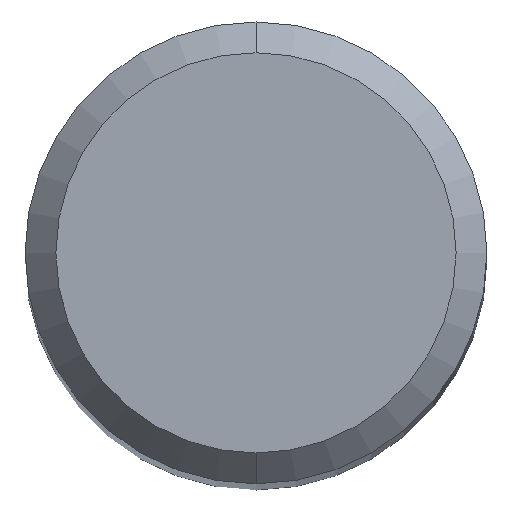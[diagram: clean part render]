
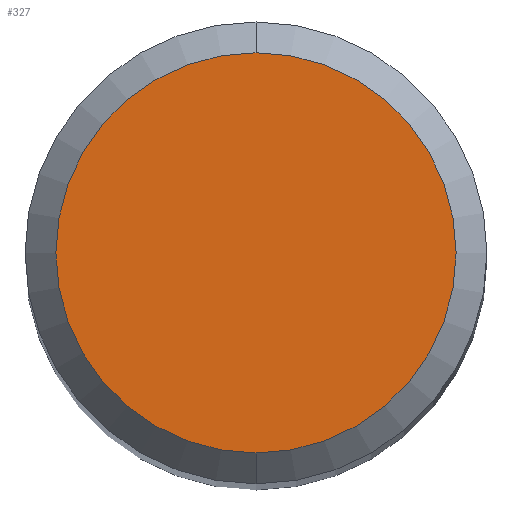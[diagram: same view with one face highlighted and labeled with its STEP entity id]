
A CAD part, top view. The second image highlights one B-rep face of the part: STEP entity #327.
In plain terms, the highlighted planar face has unit normal (0, 0, 1).
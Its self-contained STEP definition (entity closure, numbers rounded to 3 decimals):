
#263=EDGE_CURVE('',#387,#441,#616,.T.);
#327=ADVANCED_FACE('',(#685),#686,.T.);
#387=VERTEX_POINT('',#754);
#441=VERTEX_POINT('',#809);
#491=EDGE_CURVE('',#441,#387,#866,.T.);
#616=CIRCLE('',#1034,2.6);
#685=FACE_OUTER_BOUND('',#1142,.T.);
#686=PLANE('',#1143);
#754=CARTESIAN_POINT('',(0.,-2.6,0.));
#809=CARTESIAN_POINT('',(0.0,2.6,0.));
#866=CIRCLE('',#1500,2.6);
#1034=AXIS2_PLACEMENT_3D('',#1675,#1676,#1677);
#1142=EDGE_LOOP('',(#1752,#1753));
#1143=AXIS2_PLACEMENT_3D('',#1754,#1755,#1756);
#1500=AXIS2_PLACEMENT_3D('',#1953,#1954,#1955);
#1675=CARTESIAN_POINT('',(0.0,0.0,0.));
#1676=DIRECTION('',(0.0,0.0,-1.0));
#1677=DIRECTION('',(0.0,1.0,0.0));
#1752=ORIENTED_EDGE('',*,*,#491,.F.);
#1753=ORIENTED_EDGE('',*,*,#263,.F.);
#1754=CARTESIAN_POINT('',(0.0,1.3,0.));
#1755=DIRECTION('',(-0.0,0.0,1.0));
#1756=DIRECTION('',(0.0,-1.0,0.0));
#1953=CARTESIAN_POINT('',(0.0,0.0,0.));
#1954=DIRECTION('',(0.0,0.0,-1.0));
#1955=DIRECTION('',(0.0,1.0,0.0));
